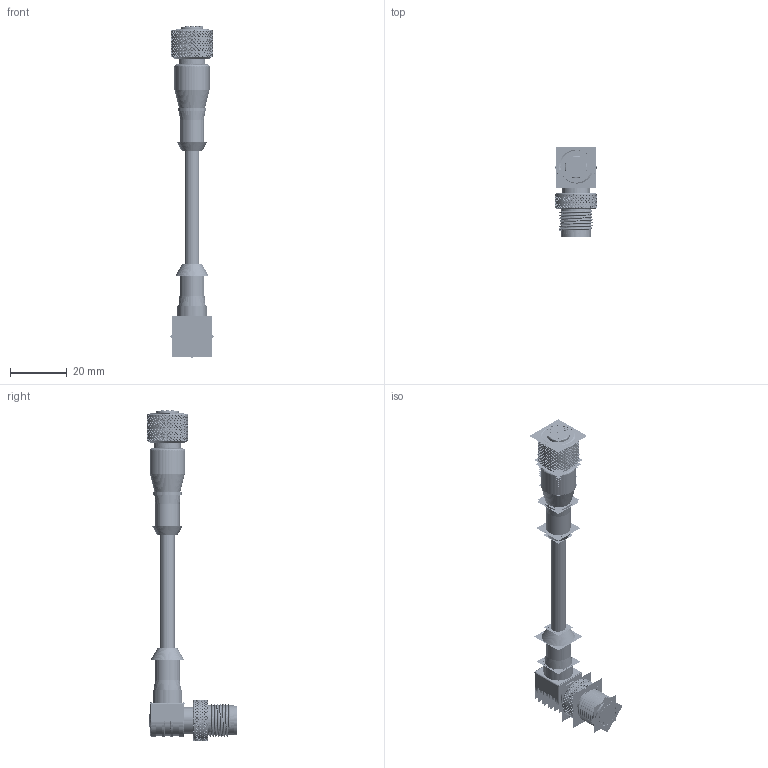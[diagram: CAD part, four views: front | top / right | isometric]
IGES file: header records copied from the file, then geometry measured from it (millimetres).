
Start section:  PTC IGES file: 230700.igs
Global section: file name: 230700.igs; native system: Creo Parametric by PTC Inc.; preprocessor: 2019292; author: PDMAdmin; organization: Unknown; date: 20220726.121019; units: millimetre
Bounding box: 15.22 x 31.94 x 117.39 mm (x, y, z)
Volume: 8495.1 mm3; surface area: 39772.1 mm2
Topology: 1 solids, 73 shells, 11542 faces, 50946 edges, 60499 vertices
Faces by surface type: bspline 8810, revolution 2732
